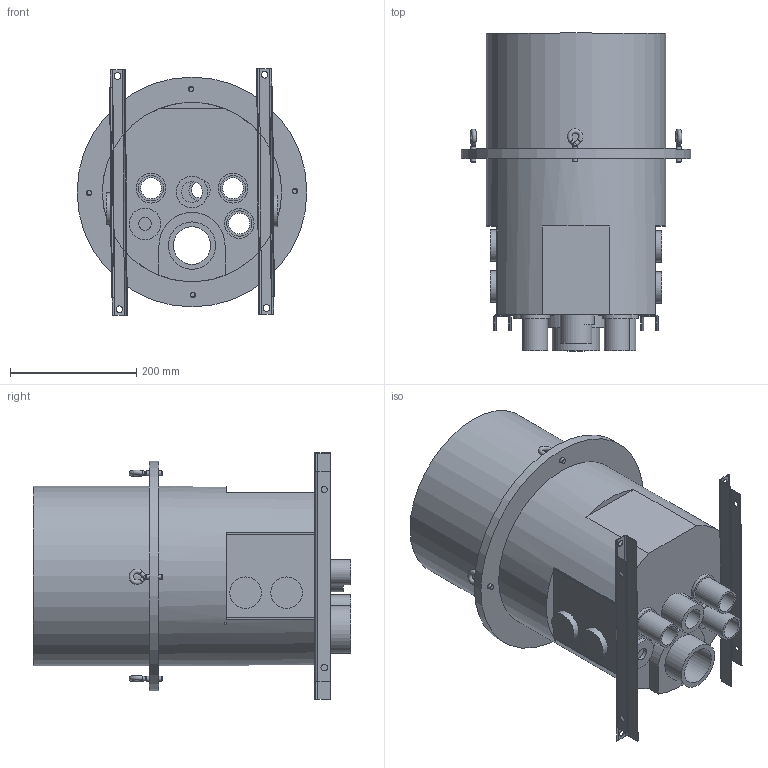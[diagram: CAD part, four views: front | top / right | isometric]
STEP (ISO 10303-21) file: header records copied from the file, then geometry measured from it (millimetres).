
FILE_DESCRIPTION(/* description */ ('','CAx-IF Rec.Pracs.---Representation and Presentation of Product Manufacturing Information (PMI)---4.0---2014-10-13'),/* implementation_level */ '2;1');
FILE_NAME(/* name */ 'topf.stp',/* time_stamp */ '2021-06-18T10:41:04+02:00',/* author */ ('guzb562'),/* organization */ (''),/* preprocessor_version */ 'ST-DEVELOPER v18.1',/* originating_system */ 'Autodesk Inventor 2021',/* authorisation */ '');
FILE_SCHEMA (('AP242_MANAGED_MODEL_BASED_3D_ENGINEERING_MIM_LF { 1 0 10303 442 1 1 4 }'));
Length unit declared in the file: millimetre
Products named in the file (4): topf_1^6; topf; Bauteil291; 87045_OSENSCHRAUBE_M8X25_VERZ
Assembly tree (6 placements, depth 2):
  topf_1^6
    topf
    Bauteil291
    87045_OSENSCHRAUBE_M8X25_VERZ  x4
Bounding box: 364.5 x 504.2 x 392.07 mm (x, y, z)
Volume: 3028790.2 mm3; surface area: 1278386.1 mm2
Topology: 10 solids, 14 shells, 214 faces, 628 edges, 551 vertices
Faces by surface type: plane 115, cylinder 75, cone 16, torus 8
Full cylindrical faces by diameter (mm): 5 x1, 6.293 x1, 6.6 x2, 6.8 x4, 7 x8, 7.8 x4, 8.4 x4, 9.597 x2, 10.382 x2, 10.5 x4, 20 x1, 25.845 x2, 33.29 x1, 33.291 x3, 33.6 x2, 40 x3, 43.218 x2, 47 x3, 50 x6, 56.629 x1, 59.656 x1, 60.962 x1, 68.9 x1, 75 x1, 235.937 x1, 284.5 x2, 364.5 x1
Entity records: 6560 total; most frequent: CARTESIAN_POINT 1180, DIRECTION 1155, ORIENTED_EDGE 832, AXIS2_PLACEMENT_3D 453, EDGE_CURVE 417, VERTEX_POINT 266, EDGE_LOOP 251, LINE 249
